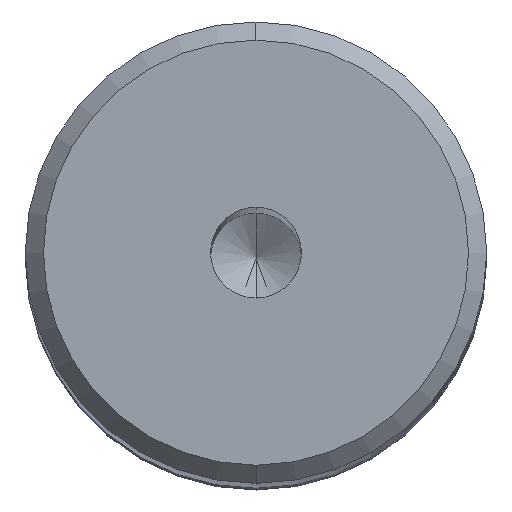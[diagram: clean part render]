
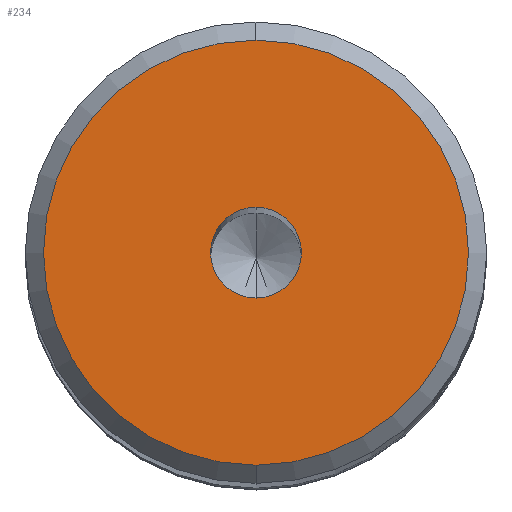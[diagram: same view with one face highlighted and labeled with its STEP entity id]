
A CAD part, top view. The second image highlights one B-rep face of the part: STEP entity #234.
In plain terms, the highlighted planar face has unit normal (0, 0, 1).
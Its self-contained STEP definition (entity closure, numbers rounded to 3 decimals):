
#234=ADVANCED_FACE('',(#252,#253),#245,.F.);
#245=PLANE('',#941);
#252=FACE_BOUND('',#301,.T.);
#253=FACE_BOUND('',#302,.T.);
#301=EDGE_LOOP('',(#495,#496));
#302=EDGE_LOOP('',(#497,#498));
#495=ORIENTED_EDGE('',*,*,#677,.F.);
#496=ORIENTED_EDGE('',*,*,#678,.F.);
#497=ORIENTED_EDGE('',*,*,#679,.F.);
#498=ORIENTED_EDGE('',*,*,#680,.F.);
#575=VERTEX_POINT('',#1597);
#576=VERTEX_POINT('',#1599);
#577=VERTEX_POINT('',#1604);
#578=VERTEX_POINT('',#1605);
#677=EDGE_CURVE('',#576,#575,#757,.T.);
#678=EDGE_CURVE('',#575,#576,#758,.T.);
#679=EDGE_CURVE('',#577,#578,#759,.T.);
#680=EDGE_CURVE('',#578,#577,#760,.T.);
#757=CIRCLE('',#936,11.7);
#758=CIRCLE('',#938,11.7);
#759=CIRCLE('',#939,2.5);
#760=CIRCLE('',#940,2.5);
#936=AXIS2_PLACEMENT_3D('',#1600,#1217,#1218);
#938=AXIS2_PLACEMENT_3D('',#1602,#1221,#1222);
#939=AXIS2_PLACEMENT_3D('',#1603,#1223,#1224);
#940=AXIS2_PLACEMENT_3D('',#1606,#1225,#1226);
#941=AXIS2_PLACEMENT_3D('',#1607,#1227,#1228);
#1217=DIRECTION('',(0.,0.,-1.));
#1218=DIRECTION('',(0.,1.,0.));
#1221=DIRECTION('',(0.,0.,-1.));
#1222=DIRECTION('',(0.,-1.,0.));
#1223=DIRECTION('',(0.,0.,1.));
#1224=DIRECTION('',(0.,-1.,0.));
#1225=DIRECTION('',(0.,0.,1.));
#1226=DIRECTION('',(0.,1.,0.));
#1227=DIRECTION('',(0.,0.,-1.));
#1228=DIRECTION('',(0.,-1.,0.));
#1597=CARTESIAN_POINT('',(0.,-11.7,0.));
#1599=CARTESIAN_POINT('',(0.,11.7,0.));
#1600=CARTESIAN_POINT('',(0.,0.,0.));
#1602=CARTESIAN_POINT('',(0.,0.,0.));
#1603=CARTESIAN_POINT('',(0.,0.,0.));
#1604=CARTESIAN_POINT('',(0.,-2.5,0.));
#1605=CARTESIAN_POINT('',(0.,2.5,0.));
#1606=CARTESIAN_POINT('',(0.,0.,0.));
#1607=CARTESIAN_POINT('',(0.,0.,0.));
